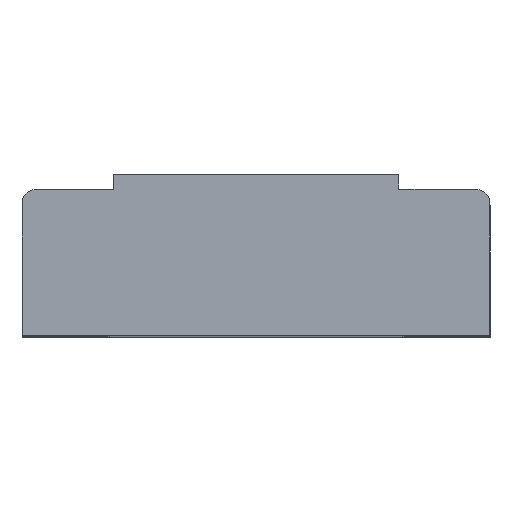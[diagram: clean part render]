
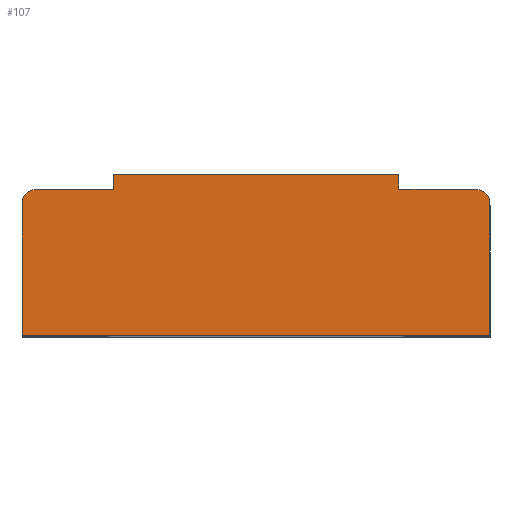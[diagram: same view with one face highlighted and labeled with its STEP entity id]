
A CAD part, top view. The second image highlights one B-rep face of the part: STEP entity #107.
In plain terms, the highlighted planar face has unit normal (0, 0, 1).
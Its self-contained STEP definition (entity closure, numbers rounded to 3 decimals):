
#5 = DIRECTION ( 'NONE',  ( 1., 0., 0. ) ) ;
#39 = VERTEX_POINT ( 'NONE', #1344 ) ;
#90 = ORIENTED_EDGE ( 'NONE', *, *, #1420, .T. ) ;
#107 = ADVANCED_FACE ( 'NONE', ( #2066 ), #3345, .F. ) ;
#159 = CARTESIAN_POINT ( 'NONE',  ( 0.489, 0.55, 1.9 ) ) ;
#178 = LINE ( 'NONE', #3988, #2185 ) ;
#188 = EDGE_CURVE ( 'NONE', #668, #1436, #641, .T. ) ;
#194 = ORIENTED_EDGE ( 'NONE', *, *, #3741, .T. ) ;
#259 = VERTEX_POINT ( 'NONE', #3777 ) ;
#422 = CARTESIAN_POINT ( 'NONE',  ( 0.75, 0.5, 1.9 ) ) ;
#428 = CARTESIAN_POINT ( 'NONE',  ( 0.75, 0.45, 1.9 ) ) ;
#575 = VERTEX_POINT ( 'NONE', #2135 ) ;
#604 = ORIENTED_EDGE ( 'NONE', *, *, #188, .F. ) ;
#620 = VECTOR ( 'NONE', #3629, 1000. ) ;
#641 = LINE ( 'NONE', #1890, #2964 ) ;
#646 = CARTESIAN_POINT ( 'NONE',  ( -0.8, 0., 1.9 ) ) ;
#668 = VERTEX_POINT ( 'NONE', #3479 ) ;
#688 = VECTOR ( 'NONE', #3421, 1000. ) ;
#752 = LINE ( 'NONE', #3330, #3101 ) ;
#849 = ORIENTED_EDGE ( 'NONE', *, *, #1594, .F. ) ;
#874 = DIRECTION ( 'NONE',  ( 1., 0., 0. ) ) ;
#930 = CARTESIAN_POINT ( 'NONE',  ( 0.489, 0.55, 1.9 ) ) ;
#945 = VERTEX_POINT ( 'NONE', #3521 ) ;
#1032 = LINE ( 'NONE', #3116, #2638 ) ;
#1034 = DIRECTION ( 'NONE',  ( 0., -1., 0. ) ) ;
#1164 = VECTOR ( 'NONE', #1034, 1000. ) ;
#1288 = EDGE_CURVE ( 'NONE', #945, #3368, #752, .T. ) ;
#1336 = AXIS2_PLACEMENT_3D ( 'NONE', #1425, #3366, #3704 ) ;
#1344 = CARTESIAN_POINT ( 'NONE',  ( 0.8, 0., 1.9 ) ) ;
#1366 = EDGE_CURVE ( 'NONE', #259, #2844, #1675, .T. ) ;
#1371 = EDGE_LOOP ( 'NONE', ( #3177, #1527, #849, #3506, #2214, #3361, #604, #1453, #90, #194 ) ) ;
#1417 = DIRECTION ( 'NONE',  ( 1., 0., 0. ) ) ;
#1420 = EDGE_CURVE ( 'NONE', #3826, #2684, #1032, .T. ) ;
#1425 = CARTESIAN_POINT ( 'NONE',  ( -0.8, 0.5, 1.9 ) ) ;
#1436 = VERTEX_POINT ( 'NONE', #2591 ) ;
#1453 = ORIENTED_EDGE ( 'NONE', *, *, #1970, .T. ) ;
#1527 = ORIENTED_EDGE ( 'NONE', *, *, #1366, .T. ) ;
#1550 = AXIS2_PLACEMENT_3D ( 'NONE', #428, #3780, #2269 ) ;
#1594 = EDGE_CURVE ( 'NONE', #575, #2844, #3966, .T. ) ;
#1675 = CIRCLE ( 'NONE', #1550, 0.05 ) ;
#1755 = AXIS2_PLACEMENT_3D ( 'NONE', #3098, #2391, #1800 ) ;
#1800 = DIRECTION ( 'NONE',  ( -1., 0., 0. ) ) ;
#1890 = CARTESIAN_POINT ( 'NONE',  ( -0.8, 0.5, 1.9 ) ) ;
#1935 = EDGE_CURVE ( 'NONE', #259, #39, #2561, .T. ) ;
#1970 = EDGE_CURVE ( 'NONE', #668, #3826, #3860, .T. ) ;
#2066 = FACE_OUTER_BOUND ( 'NONE', #1371, .T. ) ;
#2135 = CARTESIAN_POINT ( 'NONE',  ( 0.489, 0.5, 1.9 ) ) ;
#2185 = VECTOR ( 'NONE', #1417, 1000. ) ;
#2214 = ORIENTED_EDGE ( 'NONE', *, *, #1288, .F. ) ;
#2269 = DIRECTION ( 'NONE',  ( -1., 0., 0. ) ) ;
#2386 = EDGE_CURVE ( 'NONE', #3368, #575, #2471, .T. ) ;
#2391 = DIRECTION ( 'NONE',  ( 0., 0., 1. ) ) ;
#2471 = LINE ( 'NONE', #930, #688 ) ;
#2559 = EDGE_CURVE ( 'NONE', #945, #1436, #2610, .T. ) ;
#2561 = LINE ( 'NONE', #2577, #1164 ) ;
#2577 = CARTESIAN_POINT ( 'NONE',  ( 0.8, 0.5, 1.9 ) ) ;
#2591 = CARTESIAN_POINT ( 'NONE',  ( -0.486, 0.5, 1.9 ) ) ;
#2610 = LINE ( 'NONE', #3545, #620 ) ;
#2638 = VECTOR ( 'NONE', #3531, 1000. ) ;
#2684 = VERTEX_POINT ( 'NONE', #646 ) ;
#2716 = CARTESIAN_POINT ( 'NONE',  ( -0.8, 0.5, 1.9 ) ) ;
#2769 = CARTESIAN_POINT ( 'NONE',  ( -0.8, 0.45, 1.9 ) ) ;
#2844 = VERTEX_POINT ( 'NONE', #422 ) ;
#2884 = VECTOR ( 'NONE', #874, 1000. ) ;
#2964 = VECTOR ( 'NONE', #5, 1000. ) ;
#3098 = CARTESIAN_POINT ( 'NONE',  ( -0.75, 0.45, 1.9 ) ) ;
#3101 = VECTOR ( 'NONE', #3305, 1000. ) ;
#3116 = CARTESIAN_POINT ( 'NONE',  ( -0.8, 0.5, 1.9 ) ) ;
#3177 = ORIENTED_EDGE ( 'NONE', *, *, #1935, .F. ) ;
#3305 = DIRECTION ( 'NONE',  ( 1., 0., 0. ) ) ;
#3330 = CARTESIAN_POINT ( 'NONE',  ( -0.486, 0.55, 1.9 ) ) ;
#3345 = PLANE ( 'NONE',  #1336 ) ;
#3361 = ORIENTED_EDGE ( 'NONE', *, *, #2559, .T. ) ;
#3366 = DIRECTION ( 'NONE',  ( 0., 0., -1. ) ) ;
#3368 = VERTEX_POINT ( 'NONE', #159 ) ;
#3421 = DIRECTION ( 'NONE',  ( 0., -1., 0. ) ) ;
#3479 = CARTESIAN_POINT ( 'NONE',  ( -0.75, 0.5, 1.9 ) ) ;
#3506 = ORIENTED_EDGE ( 'NONE', *, *, #2386, .F. ) ;
#3521 = CARTESIAN_POINT ( 'NONE',  ( -0.486, 0.55, 1.9 ) ) ;
#3531 = DIRECTION ( 'NONE',  ( 0., -1., 0. ) ) ;
#3545 = CARTESIAN_POINT ( 'NONE',  ( -0.486, 0.55, 1.9 ) ) ;
#3629 = DIRECTION ( 'NONE',  ( 0., -1., 0. ) ) ;
#3704 = DIRECTION ( 'NONE',  ( -1., 0., 0. ) ) ;
#3741 = EDGE_CURVE ( 'NONE', #2684, #39, #178, .T. ) ;
#3777 = CARTESIAN_POINT ( 'NONE',  ( 0.8, 0.45, 1.9 ) ) ;
#3780 = DIRECTION ( 'NONE',  ( 0., 0., 1. ) ) ;
#3826 = VERTEX_POINT ( 'NONE', #2769 ) ;
#3860 = CIRCLE ( 'NONE', #1755, 0.05 ) ;
#3966 = LINE ( 'NONE', #2716, #2884 ) ;
#3988 = CARTESIAN_POINT ( 'NONE',  ( -0.8, 0., 1.9 ) ) ;
